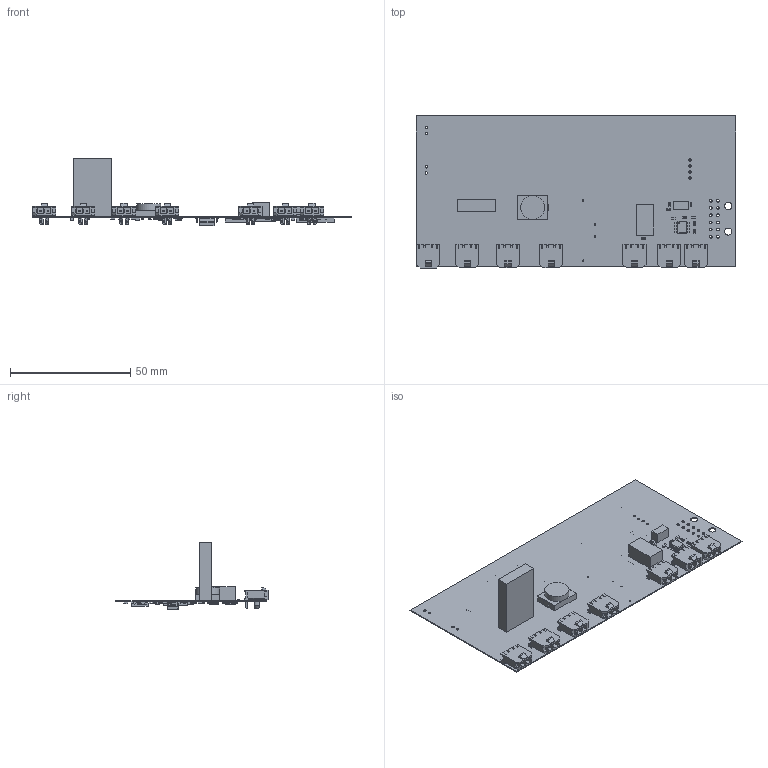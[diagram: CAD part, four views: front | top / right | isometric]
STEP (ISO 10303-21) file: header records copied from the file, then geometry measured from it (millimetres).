
FILE_DESCRIPTION(('Open CASCADE Model'),'2;1');
FILE_NAME('Open CASCADE Shape Model','2020-01-19T19:36:09',('Author'),( 'Open CASCADE'),'Open CASCADE STEP processor 6.8','Open CASCADE 6.8' ,'Unknown');
FILE_SCHEMA(('AUTOMOTIVE_DESIGN { 1 0 10303 214 1 1 1 1 }'));
Length unit declared in the file: millimetre
Products named in the file (134): PCB; Board; Open CASCADE STEP translator 6.8 7.1.1; C9; 0603_cap; C14; 8485864208; Body; Open_CASCADE_STEP_translator_6.8_2.1.1; lead; R25; 0603_resistor; R24; R23; U8; 6242551184; Extruded; HV+_Bat; 436500200_RGB6710886; Open CASCADE STEP translator 6.8 7.8.1.1; Open CASCADE STEP translator 6.8 7.8.1.2; HV-_MC; HV+_MC; X1_U_A-; X1_U_A+; U6; 8485870048; Open_CASCADE_STEP_translator_6.8_1.1; Open_CASCADE_STEP_translator_6.8_1.2.1; Leader; R26; 7463221136; X2; X9; 6242559664; HV_DETECT; U7; 8691961184; U4; 4479592192 ...
Assembly tree (216 placements, depth 5):
  PCB
    Board
      Open CASCADE STEP translator 6.8 7.1.1
    C9
      0603_cap
    C14
      8485864208
        Body
          Open_CASCADE_STEP_translator_6.8_2.1.1
        lead  x2
    R25
      0603_resistor
    R24
      0603_resistor
    R23
      0603_resistor
    U8
      6242551184
        Extruded
    HV+_Bat
      436500200_RGB6710886
        Open CASCADE STEP translator 6.8 7.8.1.1
        Open CASCADE STEP translator 6.8 7.8.1.2
    HV-_MC
      436500200_RGB6710886
        Open CASCADE STEP translator 6.8 7.8.1.1
        Open CASCADE STEP translator 6.8 7.8.1.2
    HV+_MC
      436500200_RGB6710886
        Open CASCADE STEP translator 6.8 7.8.1.1
        Open CASCADE STEP translator 6.8 7.8.1.2
    X1_U_A-
      436500200_RGB6710886
        Open CASCADE STEP translator 6.8 7.8.1.1
        Open CASCADE STEP translator 6.8 7.8.1.2
    X1_U_A+
      436500200_RGB6710886
        Open CASCADE STEP translator 6.8 7.8.1.1
        Open CASCADE STEP translator 6.8 7.8.1.2
    U6
      8485870048
        Open_CASCADE_STEP_translator_6.8_1.1
        Body
          Open_CASCADE_STEP_translator_6.8_1.2.1
        Leader  x4
    R26
      7463221136
        Extruded
    X2
      436500200_RGB6710886
        Open CASCADE STEP translator 6.8 7.8.1.1
        Open CASCADE STEP translator 6.8 7.8.1.2
    X9
      6242559664
        Extruded
    HV_DETECT
      436500200_RGB6710886
        Open CASCADE STEP translator 6.8 7.8.1.1
        Open CASCADE STEP translator 6.8 7.8.1.2
    U7
Bounding box: 132.97 x 63.34 x 28.21 mm (x, y, z)
Volume: 8956.2 mm3; surface area: 25004.7 mm2
Topology: 153 solids, 158 shells, 4888 faces, 12813 edges, 8146 vertices
Faces by surface type: plane 3583, cylinder 867, sphere 374, bspline 50, cone 14
Full cylindrical faces by diameter (mm): 0.388 x1, 0.5 x1, 0.6 x4, 0.625 x2, 0.8 x1, 1 x8, 1.02 x14, 1.1 x12, 1.8 x2, 3 x9, 10 x1
Entity records: 32394 total; most frequent: CARTESIAN_POINT 7658, DIRECTION 4353, ORIENTED_EDGE 3934, EDGE_CURVE 1969, AXIS2_PLACEMENT_3D 1467, LINE 1419, VECTOR 1419, VERTEX_POINT 1171
